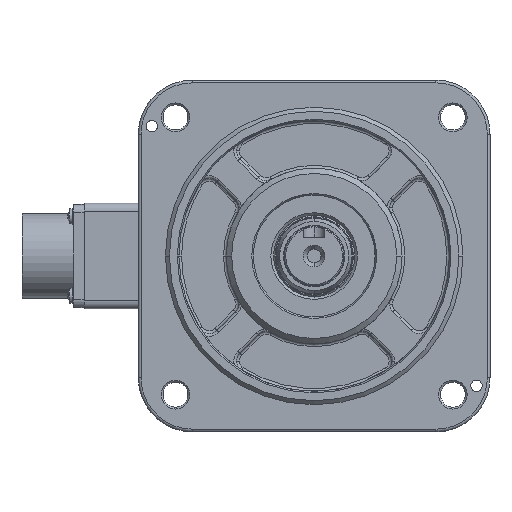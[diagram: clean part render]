
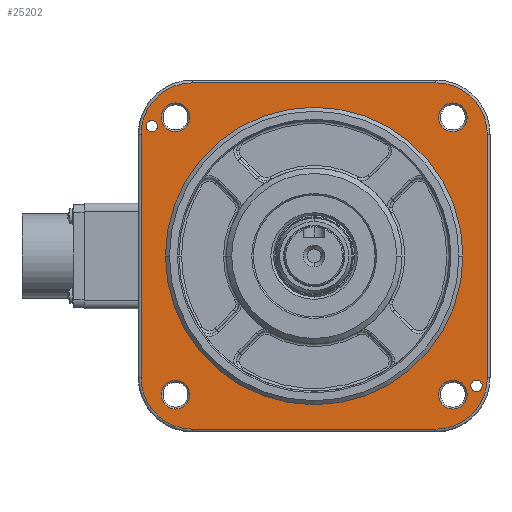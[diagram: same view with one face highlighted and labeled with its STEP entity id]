
A CAD part, left-side view. The second image highlights one B-rep face of the part: STEP entity #25202.
In plain terms, the highlighted planar face has unit normal (-1, 0, 0).
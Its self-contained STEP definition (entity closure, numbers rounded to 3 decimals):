
#20404=CARTESIAN_POINT('',(-90.05,155.539,
-10.841));
#20405=DIRECTION('',(-1.,0.,0.));
#20406=DIRECTION('',(0.,1.,0.));
#20407=AXIS2_PLACEMENT_3D('',#20404,#20405,#20406);
#20409=CARTESIAN_POINT('',(-90.058,155.539,
79.159));
#20410=DIRECTION('',(-1.,0.,0.));
#20411=DIRECTION('',(0.,0.,1.));
#20412=AXIS2_PLACEMENT_3D('',#20409,#20410,#20411);
#20414=CARTESIAN_POINT('',(-90.058,65.539,
79.159));
#20415=DIRECTION('',(-1.,0.,0.));
#20416=DIRECTION('',(0.,-1.,0.));
#20417=AXIS2_PLACEMENT_3D('',#20414,#20415,#20416);
#20419=CARTESIAN_POINT('',(-90.05,65.539,
-10.841));
#20420=DIRECTION('',(-1.,0.,0.));
#20421=DIRECTION('',(0.,0.,-1.));
#20422=AXIS2_PLACEMENT_3D('',#20419,#20420,#20421);
#20424=CARTESIAN_POINT('',(-90.058,170.539,
82.159));
#20425=DIRECTION('',(1.,0.,0.));
#20426=DIRECTION('',(0.,-1.,0.));
#20427=AXIS2_PLACEMENT_3D('',#20424,#20425,#20426);
#20429=CARTESIAN_POINT('',(-90.058,170.539,
82.159));
#20430=DIRECTION('',(1.,0.,0.));
#20431=DIRECTION('',(0.,1.,0.));
#20432=AXIS2_PLACEMENT_3D('',#20429,#20430,#20431);
#20434=CARTESIAN_POINT('',(-90.05,50.539,
-13.841));
#20435=DIRECTION('',(1.,0.,0.));
#20436=DIRECTION('',(0.,-1.,0.));
#20437=AXIS2_PLACEMENT_3D('',#20434,#20435,#20436);
#20439=CARTESIAN_POINT('',(-90.05,50.539,
-13.841));
#20440=DIRECTION('',(1.,0.,0.));
#20441=DIRECTION('',(0.,1.,0.));
#20442=AXIS2_PLACEMENT_3D('',#20439,#20440,#20441);
#20444=CARTESIAN_POINT('',(-90.054,110.539,
34.159));
#20445=DIRECTION('',(1.,0.,0.));
#20446=DIRECTION('',(0.,1.,0.));
#20447=AXIS2_PLACEMENT_3D('',#20444,#20445,#20446);
#20449=CARTESIAN_POINT('',(-90.054,110.539,
34.159));
#20450=DIRECTION('',(1.,0.,0.));
#20451=DIRECTION('',(0.,-1.,0.));
#20452=AXIS2_PLACEMENT_3D('',#20449,#20450,#20451);
#20454=CARTESIAN_POINT('',(-90.05,59.273,
-17.106));
#20455=DIRECTION('',(1.,0.,0.));
#20456=DIRECTION('',(0.,1.,0.));
#20457=AXIS2_PLACEMENT_3D('',#20454,#20455,#20456);
#20459=CARTESIAN_POINT('',(-90.05,59.273,
-17.106));
#20460=DIRECTION('',(1.,0.,0.));
#20461=DIRECTION('',(0.,-1.,0.));
#20462=AXIS2_PLACEMENT_3D('',#20459,#20460,#20461);
#20464=CARTESIAN_POINT('',(-90.05,161.804,
-17.106));
#20465=DIRECTION('',(1.,0.,0.));
#20466=DIRECTION('',(0.,1.,0.));
#20467=AXIS2_PLACEMENT_3D('',#20464,#20465,#20466);
#20469=CARTESIAN_POINT('',(-90.05,161.804,
-17.106));
#20470=DIRECTION('',(1.,0.,0.));
#20471=DIRECTION('',(0.,-1.,0.));
#20472=AXIS2_PLACEMENT_3D('',#20469,#20470,#20471);
#20474=CARTESIAN_POINT('',(-90.059,161.804,
85.425));
#20475=DIRECTION('',(1.,0.,0.));
#20476=DIRECTION('',(0.,1.,0.));
#20477=AXIS2_PLACEMENT_3D('',#20474,#20475,#20476);
#20479=CARTESIAN_POINT('',(-90.059,161.804,
85.425));
#20480=DIRECTION('',(1.,0.,0.));
#20481=DIRECTION('',(0.,-1.,0.));
#20482=AXIS2_PLACEMENT_3D('',#20479,#20480,#20481);
#20484=CARTESIAN_POINT('',(-90.059,59.273,
85.425));
#20485=DIRECTION('',(1.,0.,0.));
#20486=DIRECTION('',(0.,1.,0.));
#20487=AXIS2_PLACEMENT_3D('',#20484,#20485,#20486);
#20489=CARTESIAN_POINT('',(-90.059,59.273,
85.425));
#20490=DIRECTION('',(1.,0.,0.));
#20491=DIRECTION('',(0.,-1.,0.));
#20492=AXIS2_PLACEMENT_3D('',#20489,#20490,#20491);
#20494=DIRECTION('',(0.,1.,0.));
#20495=VECTOR('',#20494,90.);
#20496=CARTESIAN_POINT('',(-90.049,65.539,
-29.841));
#20497=LINE('',#20496,#20495);
#20517=DIRECTION('',(0.,0.,1.));
#20518=VECTOR('',#20517,90.);
#20519=CARTESIAN_POINT('',(-90.05,174.539,
-10.841));
#20520=LINE('',#20519,#20518);
#22623=DIRECTION('',(0.,-1.,0.));
#22624=VECTOR('',#22623,90.);
#22625=CARTESIAN_POINT('',(-90.06,155.539,
98.159));
#22626=LINE('',#22625,#22624);
#22646=DIRECTION('',(0.,0.,-1.));
#22647=VECTOR('',#22646,90.);
#22648=CARTESIAN_POINT('',(-90.058,46.539,
79.159));
#22649=LINE('',#22648,#22647);
#24047=CARTESIAN_POINT('',(-90.06,155.539,
98.159));
#24048=CARTESIAN_POINT('',(-90.058,174.539,
79.159));
#24049=VERTEX_POINT('',#24047);
#24050=VERTEX_POINT('',#24048);
#24177=CARTESIAN_POINT('',(-90.05,48.439,
-13.841));
#24178=CARTESIAN_POINT('',(-90.05,52.639,
-13.841));
#24179=VERTEX_POINT('',#24177);
#24180=VERTEX_POINT('',#24178);
#24234=CARTESIAN_POINT('',(-90.058,172.639,
82.159));
#24236=VERTEX_POINT('',#24234);
#24439=CARTESIAN_POINT('',(-90.05,64.573,
-17.106));
#24441=VERTEX_POINT('',#24439);
#24451=CARTESIAN_POINT('',(-90.058,46.539,
79.159));
#24452=CARTESIAN_POINT('',(-90.06,65.539,
98.159));
#24453=VERTEX_POINT('',#24451);
#24454=VERTEX_POINT('',#24452);
#24459=CARTESIAN_POINT('',(-90.058,168.439,
82.159));
#24460=VERTEX_POINT('',#24459);
#24495=CARTESIAN_POINT('',(-90.05,46.539,
-10.841));
#24496=VERTEX_POINT('',#24495);
#24503=CARTESIAN_POINT('',(-90.05,53.973,
-17.106));
#24504=VERTEX_POINT('',#24503);
#24562=CARTESIAN_POINT('',(-90.059,167.104,
85.425));
#24563=CARTESIAN_POINT('',(-90.059,156.504,
85.425));
#24564=VERTEX_POINT('',#24562);
#24565=VERTEX_POINT('',#24563);
#24612=CARTESIAN_POINT('',(-90.059,53.973,
85.425));
#24613=VERTEX_POINT('',#24612);
#24653=CARTESIAN_POINT('',(-90.059,64.573,
85.425));
#24654=VERTEX_POINT('',#24653);
#24681=CARTESIAN_POINT('',(-90.05,156.504,
-17.106));
#24682=CARTESIAN_POINT('',(-90.05,167.104,
-17.106));
#24683=VERTEX_POINT('',#24681);
#24684=VERTEX_POINT('',#24682);
#24707=CARTESIAN_POINT('',(-90.054,165.539,
34.159));
#24708=VERTEX_POINT('',#24707);
#24713=CARTESIAN_POINT('',(-90.054,55.539,
34.159));
#24714=VERTEX_POINT('',#24713);
#24721=CARTESIAN_POINT('',(-90.049,65.539,
-29.841));
#24722=VERTEX_POINT('',#24721);
#24794=CARTESIAN_POINT('',(-90.049,155.539,
-29.841));
#24795=VERTEX_POINT('',#24794);
#24830=CARTESIAN_POINT('',(-90.05,174.539,
-10.841));
#24831=VERTEX_POINT('',#24830);
#25138=CARTESIAN_POINT('',(-90.054,110.539,
34.159));
#25139=DIRECTION('',(-1.,0.,0.));
#25140=DIRECTION('',(0.,-1.,0.));
#25141=AXIS2_PLACEMENT_3D('',#25138,#25139,#25140);
#25142=PLANE('',#25141);
#25144=ORIENTED_EDGE('',*,*,#25143,.T.);
#25146=ORIENTED_EDGE('',*,*,#25145,.F.);
#25148=ORIENTED_EDGE('',*,*,#25147,.T.);
#25150=ORIENTED_EDGE('',*,*,#25149,.F.);
#25152=ORIENTED_EDGE('',*,*,#25151,.T.);
#25154=ORIENTED_EDGE('',*,*,#25153,.F.);
#25156=ORIENTED_EDGE('',*,*,#25155,.T.);
#25158=ORIENTED_EDGE('',*,*,#25157,.F.);
#25159=EDGE_LOOP('',(#25144,#25146,#25148,#25150,#25152,#25154,#25156,#25158));
#25160=FACE_OUTER_BOUND('',#25159,.F.);
#25162=ORIENTED_EDGE('',*,*,#25161,.F.);
#25164=ORIENTED_EDGE('',*,*,#25163,.F.);
#25165=EDGE_LOOP('',(#25162,#25164));
#25166=FACE_BOUND('',#25165,.F.);
#25168=ORIENTED_EDGE('',*,*,#25167,.F.);
#25170=ORIENTED_EDGE('',*,*,#25169,.F.);
#25171=EDGE_LOOP('',(#25168,#25170));
#25172=FACE_BOUND('',#25171,.F.);
#25173=ORIENTED_EDGE('',*,*,#25128,.F.);
#25175=ORIENTED_EDGE('',*,*,#25174,.F.);
#25176=EDGE_LOOP('',(#25173,#25175));
#25177=FACE_BOUND('',#25176,.F.);
#25179=ORIENTED_EDGE('',*,*,#25178,.F.);
#25181=ORIENTED_EDGE('',*,*,#25180,.F.);
#25182=EDGE_LOOP('',(#25179,#25181));
#25183=FACE_BOUND('',#25182,.F.);
#25185=ORIENTED_EDGE('',*,*,#25184,.F.);
#25187=ORIENTED_EDGE('',*,*,#25186,.F.);
#25188=EDGE_LOOP('',(#25185,#25187));
#25189=FACE_BOUND('',#25188,.F.);
#25191=ORIENTED_EDGE('',*,*,#25190,.F.);
#25193=ORIENTED_EDGE('',*,*,#25192,.F.);
#25194=EDGE_LOOP('',(#25191,#25193));
#25195=FACE_BOUND('',#25194,.F.);
#25197=ORIENTED_EDGE('',*,*,#25196,.F.);
#25199=ORIENTED_EDGE('',*,*,#25198,.F.);
#25200=EDGE_LOOP('',(#25197,#25199));
#25201=FACE_BOUND('',#25200,.F.);
#25202=ADVANCED_FACE('',(#25160,#25166,#25172,#25177,#25183,#25189,#25195,
#25201),#25142,.T.);
#20408=CIRCLE('',#20407,19.);
#20413=CIRCLE('',#20412,19.);
#20418=CIRCLE('',#20417,19.);
#20423=CIRCLE('',#20422,19.);
#20428=CIRCLE('',#20427,2.1);
#20433=CIRCLE('',#20432,2.1);
#20438=CIRCLE('',#20437,2.1);
#20443=CIRCLE('',#20442,2.1);
#20448=CIRCLE('',#20447,55.);
#20453=CIRCLE('',#20452,55.);
#20458=CIRCLE('',#20457,5.3);
#20463=CIRCLE('',#20462,5.3);
#20468=CIRCLE('',#20467,5.3);
#20473=CIRCLE('',#20472,5.3);
#20478=CIRCLE('',#20477,5.3);
#20483=CIRCLE('',#20482,5.3);
#20488=CIRCLE('',#20487,5.3);
#20493=CIRCLE('',#20492,5.3);
#25128=EDGE_CURVE('',#24708,#24714,#20448,.T.);
#25143=EDGE_CURVE('',#24722,#24795,#20497,.T.);
#25145=EDGE_CURVE('',#24831,#24795,#20408,.T.);
#25147=EDGE_CURVE('',#24831,#24050,#20520,.T.);
#25149=EDGE_CURVE('',#24049,#24050,#20413,.T.);
#25151=EDGE_CURVE('',#24049,#24454,#22626,.T.);
#25153=EDGE_CURVE('',#24453,#24454,#20418,.T.);
#25155=EDGE_CURVE('',#24453,#24496,#22649,.T.);
#25157=EDGE_CURVE('',#24722,#24496,#20423,.T.);
#25161=EDGE_CURVE('',#24460,#24236,#20428,.T.);
#25163=EDGE_CURVE('',#24236,#24460,#20433,.T.);
#25167=EDGE_CURVE('',#24179,#24180,#20438,.T.);
#25169=EDGE_CURVE('',#24180,#24179,#20443,.T.);
#25174=EDGE_CURVE('',#24714,#24708,#20453,.T.);
#25178=EDGE_CURVE('',#24441,#24504,#20458,.T.);
#25180=EDGE_CURVE('',#24504,#24441,#20463,.T.);
#25184=EDGE_CURVE('',#24684,#24683,#20468,.T.);
#25186=EDGE_CURVE('',#24683,#24684,#20473,.T.);
#25190=EDGE_CURVE('',#24564,#24565,#20478,.T.);
#25192=EDGE_CURVE('',#24565,#24564,#20483,.T.);
#25196=EDGE_CURVE('',#24654,#24613,#20488,.T.);
#25198=EDGE_CURVE('',#24613,#24654,#20493,.T.);
